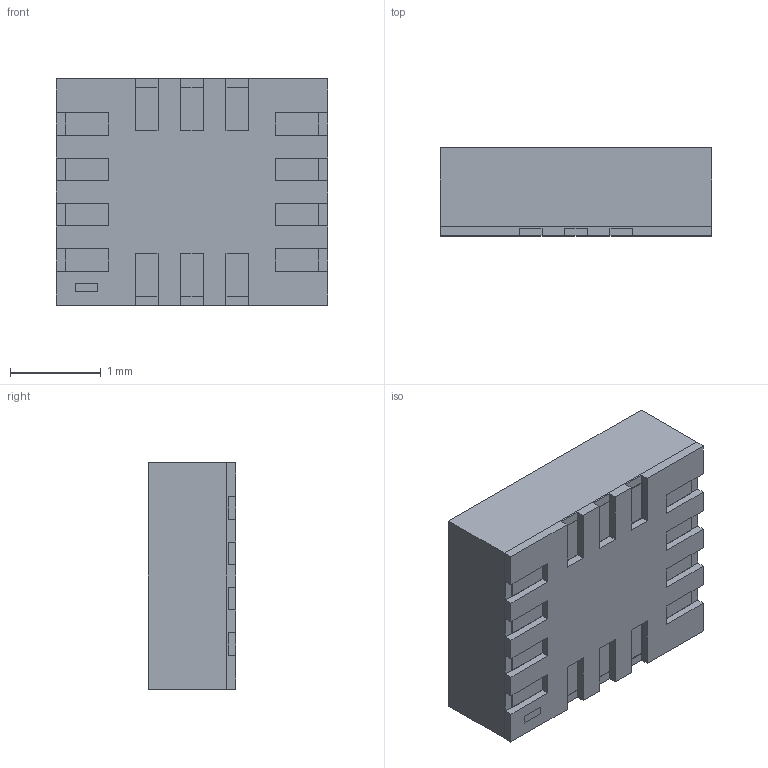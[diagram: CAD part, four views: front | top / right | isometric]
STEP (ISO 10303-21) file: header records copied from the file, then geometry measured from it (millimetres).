
FILE_DESCRIPTION (( 'STEP AP214' ), '1' );
FILE_NAME ('ICM-42688-P.STEP', '2020-06-20T08:26:26', ( '' ), ( '' ), 'SwSTEP 2.0', 'SolidWorks 2017', '' );
FILE_SCHEMA (( 'AUTOMOTIVE_DESIGN' ));
Length unit declared in the file: millimetre
Products named in the file (1): ICM-42688-P
Bounding box: 3 x 0.97 x 2.5 mm (x, y, z)
Volume: 7.1 mm3; surface area: 45.8 mm2
Topology: 18 solids, 18 shells, 170 faces, 396 edges, 264 vertices
Faces by surface type: plane 166, cylinder 4
Entity records: 4935 total; most frequent: CARTESIAN_POINT 831, ORIENTED_EDGE 792, DIRECTION 746, EDGE_CURVE 396, VECTOR 388, LINE 388, VERTEX_POINT 264, AXIS2_PLACEMENT_3D 179
